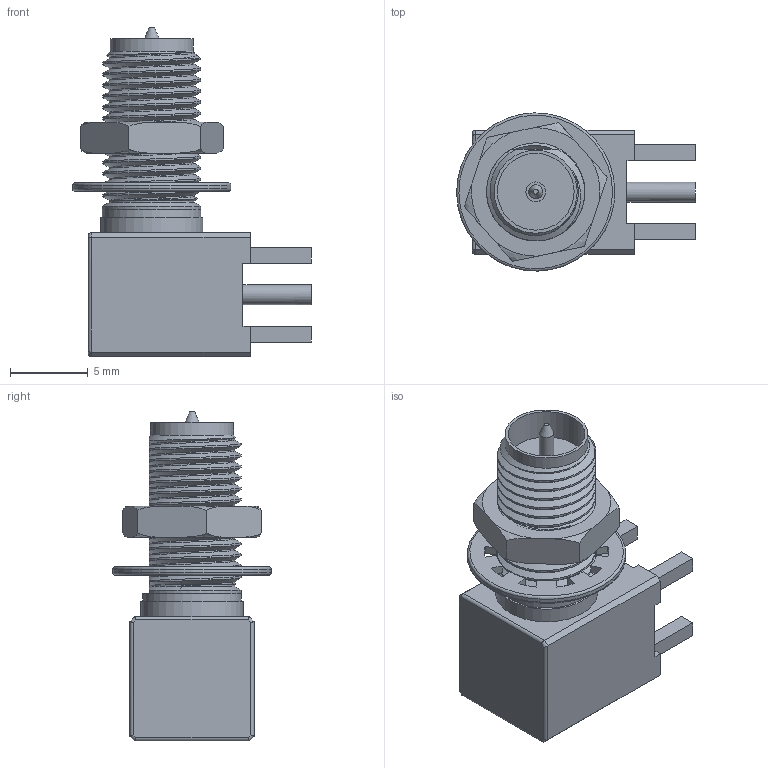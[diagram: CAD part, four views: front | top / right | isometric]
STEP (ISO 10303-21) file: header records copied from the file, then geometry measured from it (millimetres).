
FILE_DESCRIPTION(/* description */ ('Unknown'),/* implementation_level */ '2;1');
FILE_NAME(/* name */ '63011042124502',/* time_stamp */ '2018-09-20T16:56:30+02:00',/* author */ ('Unknown'),/* organization */ ('Unknown'),/* preprocessor_version */ 'ST-DEVELOPER v16.7',/* originating_system */ 'DEX',/* authorisation */ $);
FILE_SCHEMA (('AUTOMOTIVE_DESIGN {1 0 10303 214 3 1 1}'));
Length unit declared in the file: millimetre
Products named in the file (1): 63011042124502
Bounding box: 15.39 x 10.2 x 21.24 mm (x, y, z)
Volume: 973.6 mm3; surface area: 1320.2 mm2
Topology: 2 solids, 4 shells, 182 faces, 522 edges, 342 vertices
Faces by surface type: plane 89, cylinder 59, torus 16, cone 9, bspline 9
Full cylindrical faces by diameter (mm): 0.92 x1, 1.27 x4, 3 x1, 3.5 x1, 4.95 x1, 5.35 x1, 5.6 x1, 6.35 x1, 6.6 x1, 10.2 x1
Entity records: 14010 total; most frequent: CARTESIAN_POINT 8688, ORIENTED_EDGE 966, DIRECTION 800, EDGE_CURVE 483, VERTEX_POINT 328, AXIS2_PLACEMENT_3D 283, LINE 234, VECTOR 234
